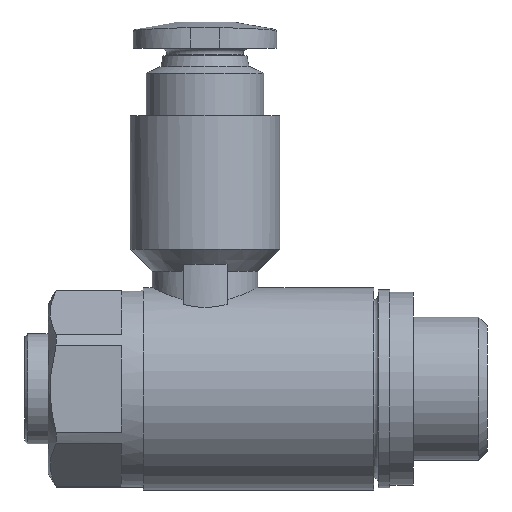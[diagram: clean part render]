
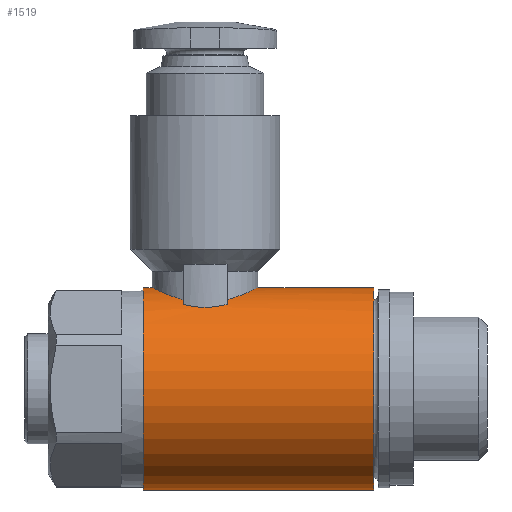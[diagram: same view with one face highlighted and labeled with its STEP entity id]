
A CAD part, left-side view. The second image highlights one B-rep face of the part: STEP entity #1519.
In plain terms, the highlighted cylindrical face has radius 6.9 mm (diameter 13.8 mm), a full revolution.
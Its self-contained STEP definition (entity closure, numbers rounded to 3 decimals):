
#25=CYLINDRICAL_SURFACE('',#1606,6.9);
#180=B_SPLINE_CURVE_WITH_KNOTS('',3,(#2141,#2142,#2143,#2144,#2145,#2146,
#2147),.UNSPECIFIED.,.F.,.F.,(4,1,1,1,4),(0.013,0.015,
0.017,0.019,0.021),.UNSPECIFIED.);
#181=B_SPLINE_CURVE_WITH_KNOTS('',3,(#2151,#2152,#2153,#2154,#2155),
 .UNSPECIFIED.,.F.,.F.,(4,1,4),(0.,0.002,0.003),
 .UNSPECIFIED.);
#182=B_SPLINE_CURVE_WITH_KNOTS('',3,(#2159,#2160,#2161,#2162,#2163,#2164,
#2165),.UNSPECIFIED.,.F.,.F.,(4,1,1,1,4),(0.002,0.004,
0.006,0.008,0.01),
 .UNSPECIFIED.);
#183=B_SPLINE_CURVE_WITH_KNOTS('',3,(#2169,#2170,#2171,#2172,#2173),
 .UNSPECIFIED.,.F.,.F.,(4,1,4),(0.,0.002,0.003),
 .UNSPECIFIED.);
#225=ORIENTED_EDGE('',*,*,#497,.F.);
#226=ORIENTED_EDGE('',*,*,#498,.T.);
#227=ORIENTED_EDGE('',*,*,#499,.F.);
#228=ORIENTED_EDGE('',*,*,#500,.F.);
#229=ORIENTED_EDGE('',*,*,#501,.F.);
#230=ORIENTED_EDGE('',*,*,#502,.F.);
#231=ORIENTED_EDGE('',*,*,#503,.F.);
#232=ORIENTED_EDGE('',*,*,#504,.F.);
#233=ORIENTED_EDGE('',*,*,#505,.F.);
#234=ORIENTED_EDGE('',*,*,#506,.F.);
#497=EDGE_CURVE('',#632,#632,#722,.T.);
#498=EDGE_CURVE('',#633,#633,#723,.T.);
#499=EDGE_CURVE('',#634,#635,#724,.T.);
#500=EDGE_CURVE('',#636,#634,#180,.T.);
#501=EDGE_CURVE('',#637,#636,#725,.T.);
#502=EDGE_CURVE('',#638,#637,#181,.T.);
#503=EDGE_CURVE('',#639,#638,#726,.T.);
#504=EDGE_CURVE('',#640,#639,#182,.T.);
#505=EDGE_CURVE('',#641,#640,#727,.T.);
#506=EDGE_CURVE('',#635,#641,#183,.T.);
#632=VERTEX_POINT('',#2135);
#633=VERTEX_POINT('',#2137);
#634=VERTEX_POINT('',#2139);
#635=VERTEX_POINT('',#2140);
#636=VERTEX_POINT('',#2148);
#637=VERTEX_POINT('',#2150);
#638=VERTEX_POINT('',#2156);
#639=VERTEX_POINT('',#2158);
#640=VERTEX_POINT('',#2166);
#641=VERTEX_POINT('',#2168);
#722=CIRCLE('',#1607,6.9);
#723=CIRCLE('',#1608,6.9);
#724=CIRCLE('',#1609,6.9);
#725=CIRCLE('',#1610,6.9);
#726=CIRCLE('',#1611,6.9);
#727=CIRCLE('',#1612,6.9);
#784=EDGE_LOOP('',(#225));
#785=EDGE_LOOP('',(#226));
#786=EDGE_LOOP('',(#227,#228,#229,#230,#231,#232,#233,#234));
#895=FACE_BOUND('',#784,.T.);
#896=FACE_BOUND('',#785,.T.);
#897=FACE_BOUND('',#786,.T.);
#1519=ADVANCED_FACE('',(#895,#896,#897),#25,.T.);
#1606=AXIS2_PLACEMENT_3D('',#2133,#1761,#1762);
#1607=AXIS2_PLACEMENT_3D('',#2134,#1763,#1764);
#1608=AXIS2_PLACEMENT_3D('',#2136,#1765,#1766);
#1609=AXIS2_PLACEMENT_3D('',#2138,#1767,#1768);
#1610=AXIS2_PLACEMENT_3D('',#2149,#1769,#1770);
#1611=AXIS2_PLACEMENT_3D('',#2157,#1771,#1772);
#1612=AXIS2_PLACEMENT_3D('',#2167,#1773,#1774);
#1761=DIRECTION('',(0.,-1.,0.));
#1762=DIRECTION('',(0.,0.,-1.));
#1763=DIRECTION('',(0.,-1.,0.));
#1764=DIRECTION('',(0.,0.,-1.));
#1765=DIRECTION('',(0.,-1.,0.));
#1766=DIRECTION('',(0.,0.,-1.));
#1767=DIRECTION('',(0.,-1.,0.));
#1768=DIRECTION('',(0.,0.,-1.));
#1769=DIRECTION('',(0.,-1.,0.));
#1770=DIRECTION('',(0.,0.,-1.));
#1771=DIRECTION('',(0.,1.,0.));
#1772=DIRECTION('',(0.,0.,1.));
#1773=DIRECTION('',(0.,1.,0.));
#1774=DIRECTION('',(0.,0.,1.));
#2133=CARTESIAN_POINT('',(0.,-19.25,0.));
#2134=CARTESIAN_POINT('',(0.,-11.5,0.));
#2135=CARTESIAN_POINT('',(0.,-11.5,-6.9));
#2136=CARTESIAN_POINT('',(0.,4.2,0.));
#2137=CARTESIAN_POINT('',(0.,4.2,-6.9));
#2138=CARTESIAN_POINT('',(0.,1.5,0.));
#2139=CARTESIAN_POINT('',(-3.273,1.5,6.075));
#2140=CARTESIAN_POINT('',(-3.816,1.5,5.749));
#2141=CARTESIAN_POINT('',(3.273,1.5,6.075));
#2142=CARTESIAN_POINT('',(2.987,2.123,6.228));
#2143=CARTESIAN_POINT('',(2.085,3.173,6.665));
#2144=CARTESIAN_POINT('',(0.006,3.813,7.017));
#2145=CARTESIAN_POINT('',(-2.084,3.177,6.666));
#2146=CARTESIAN_POINT('',(-2.989,2.12,6.228));
#2147=CARTESIAN_POINT('',(-3.273,1.5,6.075));
#2148=CARTESIAN_POINT('',(3.273,1.5,6.075));
#2149=CARTESIAN_POINT('',(0.,1.5,0.));
#2150=CARTESIAN_POINT('',(3.816,1.5,5.749));
#2151=CARTESIAN_POINT('',(3.816,-1.5,5.749));
#2152=CARTESIAN_POINT('',(4.001,-1.029,5.626));
#2153=CARTESIAN_POINT('',(4.199,-0.002,5.474));
#2154=CARTESIAN_POINT('',(4.001,1.028,5.626));
#2155=CARTESIAN_POINT('',(3.816,1.5,5.749));
#2156=CARTESIAN_POINT('',(3.816,-1.5,5.749));
#2157=CARTESIAN_POINT('',(0.,-1.5,0.));
#2158=CARTESIAN_POINT('',(3.273,-1.5,6.075));
#2159=CARTESIAN_POINT('',(-3.273,-1.5,6.075));
#2160=CARTESIAN_POINT('',(-2.988,-2.12,6.228));
#2161=CARTESIAN_POINT('',(-2.081,-3.177,6.666));
#2162=CARTESIAN_POINT('',(-0.008,-3.811,7.017));
#2163=CARTESIAN_POINT('',(2.085,-3.178,6.667));
#2164=CARTESIAN_POINT('',(2.99,-2.117,6.227));
#2165=CARTESIAN_POINT('',(3.273,-1.5,6.075));
#2166=CARTESIAN_POINT('',(-3.273,-1.5,6.075));
#2167=CARTESIAN_POINT('',(0.,-1.5,0.));
#2168=CARTESIAN_POINT('',(-3.816,-1.5,5.749));
#2169=CARTESIAN_POINT('',(-3.816,1.5,5.749));
#2170=CARTESIAN_POINT('',(-4.001,1.029,5.626));
#2171=CARTESIAN_POINT('',(-4.199,0.002,5.474));
#2172=CARTESIAN_POINT('',(-4.001,-1.028,5.626));
#2173=CARTESIAN_POINT('',(-3.816,-1.5,5.749));
